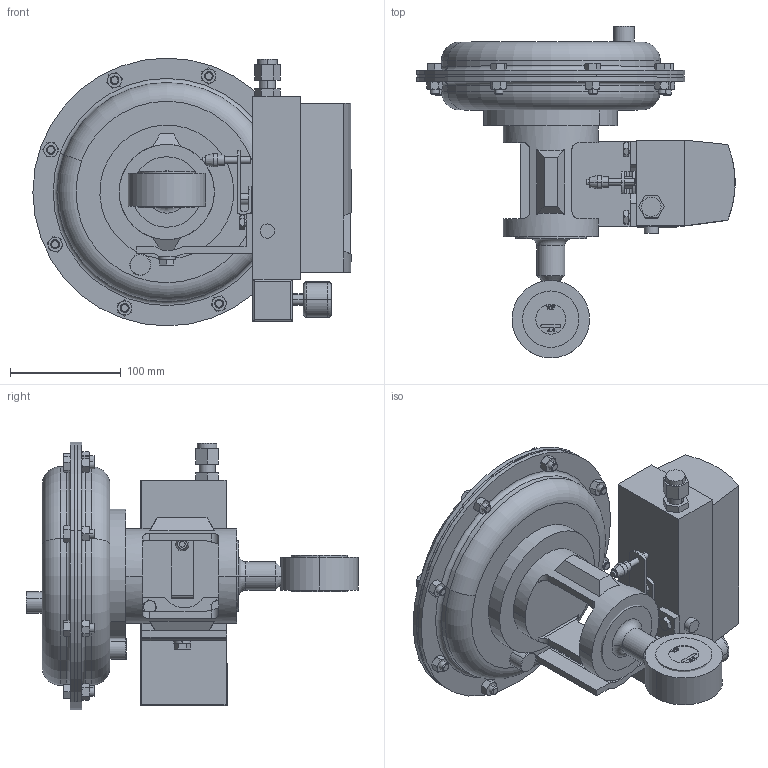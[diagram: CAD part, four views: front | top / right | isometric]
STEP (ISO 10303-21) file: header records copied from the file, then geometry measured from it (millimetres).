
FILE_DESCRIPTION (( 'STEP AP203' ), '1' );
FILE_NAME ('75SP-100-CB+SB-I3-35M-16IQ.step', '2017-10-27T12:43:58', ( '' ), ( '' ), 'SwSTEP 2.0', 'SolidWorks 2014', '' );
FILE_SCHEMA (( 'CONFIG_CONTROL_DESIGN' ));
Length unit declared in the file: inch
Products named in the file (1): 75SP-100-CB+SB-I3-35M-16IQ
Bounding box: 286.74 x 299.12 x 241.3 mm (x, y, z)
Volume: 4270769.2 mm3; surface area: 542058.2 mm2
Topology: 34 solids, 34 shells, 720 faces, 1590 edges, 979 vertices
Faces by surface type: plane 346, cone 192, cylinder 131, bspline 29, torus 20, sphere 2
Entity records: 23981 total; most frequent: CARTESIAN_POINT 8625, ORIENTED_EDGE 3172, DIRECTION 3046, EDGE_CURVE 1586, AXIS2_PLACEMENT_3D 1168, VERTEX_POINT 979, EDGE_LOOP 769, FACE_OUTER_BOUND 720
